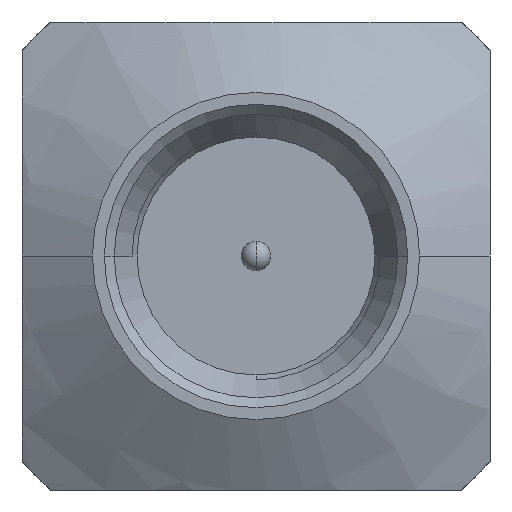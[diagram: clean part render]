
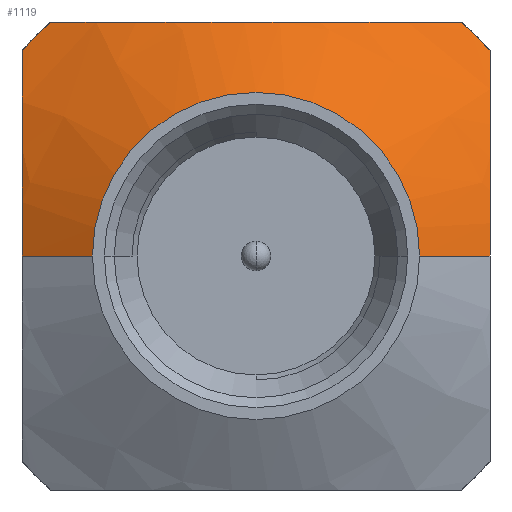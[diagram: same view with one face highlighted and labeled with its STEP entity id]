
A CAD part, left-side view. The second image highlights one B-rep face of the part: STEP entity #1119.
In plain terms, the highlighted conical face has half-angle 60 degrees and reference radius 3.042 mm.
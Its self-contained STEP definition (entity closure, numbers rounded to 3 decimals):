
#19=CARTESIAN_POINT('',(2.871,0.,0.));
#20=DIRECTION('',(-1.,0.,0.));
#21=DIRECTION('',(0.,-0.752,0.66));
#22=AXIS2_PLACEMENT_3D('',#19,#20,#21);
#24=DIRECTION('',(0.5,-0.866,0.));
#25=VECTOR('',#24,1.041);
#26=CARTESIAN_POINT('',(1.778,-2.096,0.));
#27=LINE('',#26,#25);
#28=CARTESIAN_POINT('',(1.778,0.,0.));
#29=DIRECTION('',(1.,0.,0.));
#30=DIRECTION('',(0.,1.,0.));
#31=AXIS2_PLACEMENT_3D('',#28,#29,#30);
#33=DIRECTION('',(0.5,0.866,0.));
#34=VECTOR('',#33,1.041);
#35=CARTESIAN_POINT('',(1.778,2.096,0.));
#36=LINE('',#35,#34);
#37=CARTESIAN_POINT('',(2.871,0.,0.));
#38=DIRECTION('',(-1.,0.,0.));
#39=DIRECTION('',(0.,0.66,0.752));
#40=AXIS2_PLACEMENT_3D('',#37,#38,#39);
#98=CARTESIAN_POINT('',(2.299,-2.997,0.));
#99=CARTESIAN_POINT('',(2.299,-2.997,0.076));
#100=CARTESIAN_POINT('',(2.302,-2.997,0.229));
#101=CARTESIAN_POINT('',(2.317,-2.997,0.458));
#102=CARTESIAN_POINT('',(2.342,-2.997,0.686));
#103=CARTESIAN_POINT('',(2.376,-2.997,0.913));
#104=CARTESIAN_POINT('',(2.418,-2.997,1.141));
#105=CARTESIAN_POINT('',(2.47,-2.997,1.371));
#106=CARTESIAN_POINT('',(2.53,-2.997,1.604));
#107=CARTESIAN_POINT('',(2.598,-2.997,1.843));
#108=CARTESIAN_POINT('',(2.677,-2.997,2.091));
#109=CARTESIAN_POINT('',(2.766,-2.997,2.351));
#110=CARTESIAN_POINT('',(2.834,-2.997,2.535));
#111=CARTESIAN_POINT('',(2.871,-2.997,2.63));
#145=CARTESIAN_POINT('',(2.871,-2.63,2.997));
#146=CARTESIAN_POINT('',(2.834,-2.535,2.997));
#147=CARTESIAN_POINT('',(2.766,-2.351,2.997));
#148=CARTESIAN_POINT('',(2.678,-2.093,2.997));
#149=CARTESIAN_POINT('',(2.601,-1.851,2.997));
#150=CARTESIAN_POINT('',(2.534,-1.619,2.997));
#151=CARTESIAN_POINT('',(2.475,-1.394,2.997));
#152=CARTESIAN_POINT('',(2.426,-1.175,2.997));
#153=CARTESIAN_POINT('',(2.384,-0.959,2.997));
#154=CARTESIAN_POINT('',(2.35,-0.745,2.997));
#155=CARTESIAN_POINT('',(2.324,-0.532,2.997));
#156=CARTESIAN_POINT('',(2.307,-0.319,2.997));
#157=CARTESIAN_POINT('',(2.298,-0.106,2.997));
#158=CARTESIAN_POINT('',(2.298,0.106,2.997));
#159=CARTESIAN_POINT('',(2.307,0.319,2.997));
#160=CARTESIAN_POINT('',(2.324,0.532,2.997));
#161=CARTESIAN_POINT('',(2.35,0.745,2.997));
#162=CARTESIAN_POINT('',(2.384,0.959,2.997));
#163=CARTESIAN_POINT('',(2.426,1.175,2.997));
#164=CARTESIAN_POINT('',(2.475,1.394,2.997));
#165=CARTESIAN_POINT('',(2.534,1.619,2.997));
#166=CARTESIAN_POINT('',(2.601,1.851,2.997));
#167=CARTESIAN_POINT('',(2.678,2.093,2.997));
#168=CARTESIAN_POINT('',(2.766,2.351,2.997));
#169=CARTESIAN_POINT('',(2.834,2.535,2.997));
#170=CARTESIAN_POINT('',(2.871,2.63,2.997));
#220=CARTESIAN_POINT('',(2.871,2.997,2.63));
#221=CARTESIAN_POINT('',(2.837,2.997,2.542));
#222=CARTESIAN_POINT('',(2.773,2.997,2.369));
#223=CARTESIAN_POINT('',(2.689,2.997,2.126));
#224=CARTESIAN_POINT('',(2.614,2.997,1.894));
#225=CARTESIAN_POINT('',(2.549,2.997,1.672));
#226=CARTESIAN_POINT('',(2.491,2.997,1.456));
#227=CARTESIAN_POINT('',(2.441,2.997,1.245));
#228=CARTESIAN_POINT('',(2.398,2.997,1.036));
#229=CARTESIAN_POINT('',(2.362,2.997,0.829));
#230=CARTESIAN_POINT('',(2.334,2.997,0.622));
#231=CARTESIAN_POINT('',(2.314,2.997,0.415));
#232=CARTESIAN_POINT('',(2.301,2.997,0.208));
#233=CARTESIAN_POINT('',(2.299,2.997,0.069));
#234=CARTESIAN_POINT('',(2.299,2.997,0.));
#898=CARTESIAN_POINT('',(2.871,-2.997,2.63));
#900=VERTEX_POINT('',#898);
#914=CARTESIAN_POINT('',(2.871,2.997,2.63));
#916=VERTEX_POINT('',#914);
#922=CARTESIAN_POINT('',(2.871,-2.63,2.997));
#924=VERTEX_POINT('',#922);
#926=CARTESIAN_POINT('',(2.871,2.63,2.997));
#928=VERTEX_POINT('',#926);
#977=CARTESIAN_POINT('',(1.778,2.096,0.));
#978=CARTESIAN_POINT('',(2.299,2.997,0.));
#979=VERTEX_POINT('',#977);
#980=VERTEX_POINT('',#978);
#981=CARTESIAN_POINT('',(1.778,-2.096,0.));
#982=CARTESIAN_POINT('',(2.299,-2.997,0.));
#983=VERTEX_POINT('',#981);
#984=VERTEX_POINT('',#982);
#1097=CARTESIAN_POINT('',(2.324,0.,0.));
#1098=DIRECTION('',(1.,0.,0.));
#1099=DIRECTION('',(0.,-1.,0.));
#1100=AXIS2_PLACEMENT_3D('',#1097,#1098,#1099);
#1101=CONICAL_SURFACE('',#1100,3.042,60.);
#1103=ORIENTED_EDGE('',*,*,#1102,.F.);
#1105=ORIENTED_EDGE('',*,*,#1104,.F.);
#1107=ORIENTED_EDGE('',*,*,#1106,.F.);
#1108=ORIENTED_EDGE('',*,*,#1091,.F.);
#1110=ORIENTED_EDGE('',*,*,#1109,.T.);
#1112=ORIENTED_EDGE('',*,*,#1111,.F.);
#1114=ORIENTED_EDGE('',*,*,#1113,.F.);
#1116=ORIENTED_EDGE('',*,*,#1115,.F.);
#1117=EDGE_LOOP('',(#1103,#1105,#1107,#1108,#1110,#1112,#1114,#1116));
#1118=FACE_OUTER_BOUND('',#1117,.F.);
#1119=ADVANCED_FACE('',(#1118),#1101,.T.);
#23=CIRCLE('',#22,3.988);
#32=CIRCLE('',#31,2.096);
#41=CIRCLE('',#40,3.988);
#112=B_SPLINE_CURVE_WITH_KNOTS('',3,(#98,#99,#100,#101,#102,#103,#104,#105,#106,
#107,#108,#109,#110,#111),.UNSPECIFIED.,.F.,.F.,(4,1,1,1,1,1,1,1,1,1,1,4),(0.,
0.091,0.182,0.273,0.364,
0.455,0.545,0.636,0.727,
0.818,0.909,1.),.UNSPECIFIED.);
#171=B_SPLINE_CURVE_WITH_KNOTS('',3,(#145,#146,#147,#148,#149,#150,#151,#152,
#153,#154,#155,#156,#157,#158,#159,#160,#161,#162,#163,#164,#165,#166,#167,#168,
#169,#170),.UNSPECIFIED.,.F.,.F.,(4,1,1,1,1,1,1,1,1,1,1,1,1,1,1,1,1,1,1,1,1,1,1,
4),(0.,0.043,0.087,0.13,
0.174,0.217,0.261,0.304,
0.348,0.391,0.435,0.478,
0.522,0.565,0.609,0.652,
0.696,0.739,0.783,0.826,
0.87,0.913,0.957,1.),.UNSPECIFIED.);
#235=B_SPLINE_CURVE_WITH_KNOTS('',3,(#220,#221,#222,#223,#224,#225,#226,#227,
#228,#229,#230,#231,#232,#233,#234),.UNSPECIFIED.,.F.,.F.,(4,1,1,1,1,1,1,1,1,1,
1,1,4),(0.,0.083,0.167,0.25,0.333,
0.417,0.5,0.583,0.667,0.75,
0.833,0.917,1.),.UNSPECIFIED.);
#1091=EDGE_CURVE('',#979,#983,#32,.T.);
#1102=EDGE_CURVE('',#900,#924,#23,.T.);
#1104=EDGE_CURVE('',#984,#900,#112,.T.);
#1106=EDGE_CURVE('',#983,#984,#27,.T.);
#1109=EDGE_CURVE('',#979,#980,#36,.T.);
#1111=EDGE_CURVE('',#916,#980,#235,.T.);
#1113=EDGE_CURVE('',#928,#916,#41,.T.);
#1115=EDGE_CURVE('',#924,#928,#171,.T.);
